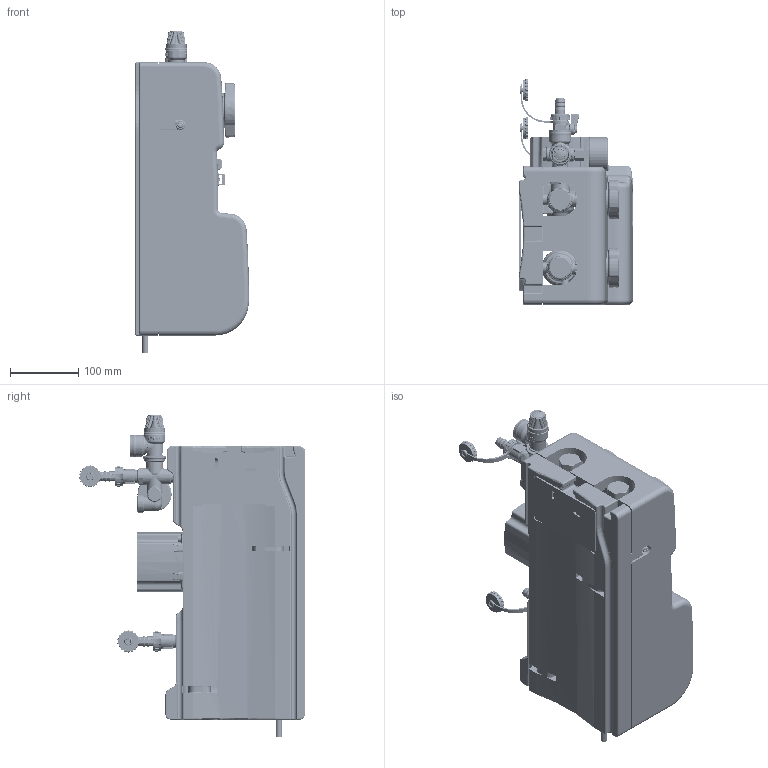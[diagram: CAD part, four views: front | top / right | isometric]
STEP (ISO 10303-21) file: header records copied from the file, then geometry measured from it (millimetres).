
FILE_DESCRIPTION(('CATIA V5 STEP Exchange','CAx-IF Rec.Pracs.--- Model Styling and Organization---1.4--- 2014-01-23','CAx-IF Rec.Pracs.---3D Tessellated Data Validation Properties---0.5---2014-09-14'),'2;1');
FILE_NAME('STEP_279050HE_-_TST.stp','2021-05-31T14:36:32+00:00',('none'),('none'),'CATIA Version 5-6 Release 2019 SP3','CATIA V5 STEP AP242 v1','none');
FILE_SCHEMA(('AP242_MANAGED_MODEL_BASED_3D_ENGINEERING_MIM_LF {1 0 10303 442 1 1 4}'));
Products named in the file (1): 279050HE - TST
Bounding box: 166.54 x 330.41 x 472.12 mm (x, y, z)
Volume: 6287646.1 mm3; surface area: 908895.9 mm2
Topology: 5 solids, 25 shells, 10305 faces, 25841 edges, 15341 vertices
Faces by surface type: bspline 3015, plane 2167, cylinder 2034, torus 1145, cone 936, extrusion 535, sphere 461, revolution 12
Entity records: 470797 total; most frequent: CARTESIAN_POINT 263874, ORIENTED_EDGE 50726, EDGE_CURVE 25363, DIRECTION 24358, VERTEX_POINT 15339, B_SPLINE_CURVE_WITH_KNOTS 12460, AXIS2_PLACEMENT_3D 11704, EDGE_LOOP 10642
